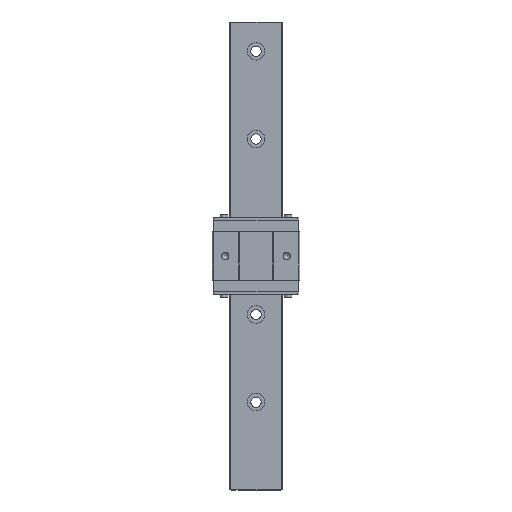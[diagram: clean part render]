
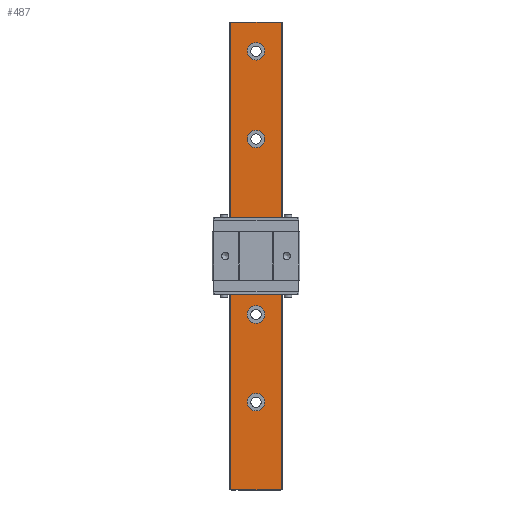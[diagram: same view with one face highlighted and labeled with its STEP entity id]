
A CAD part, top view. The second image highlights one B-rep face of the part: STEP entity #487.
In plain terms, the highlighted planar face has unit normal (0, 0, 1).
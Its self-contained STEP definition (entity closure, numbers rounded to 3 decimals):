
#487 = ADVANCED_FACE( '', ( #1035, #1036, #1037, #1038, #1039, #1040 ), #1041, .T. );
#1035 = FACE_BOUND( '', #1627, .T. );
#1036 = FACE_BOUND( '', #1628, .T. );
#1037 = FACE_BOUND( '', #1629, .T. );
#1038 = FACE_BOUND( '', #1630, .T. );
#1039 = FACE_BOUND( '', #1631, .T. );
#1040 = FACE_OUTER_BOUND( '', #1632, .T. );
#1041 = PLANE( '', #1633 );
#1627 = EDGE_LOOP( '', ( #2936 ) );
#1628 = EDGE_LOOP( '', ( #2937 ) );
#1629 = EDGE_LOOP( '', ( #2938 ) );
#1630 = EDGE_LOOP( '', ( #2939 ) );
#1631 = EDGE_LOOP( '', ( #2940 ) );
#1632 = EDGE_LOOP( '', ( #2941, #2942, #2943, #2944 ) );
#1633 = AXIS2_PLACEMENT_3D( '', #2945, #2946, #2947 );
#2936 = ORIENTED_EDGE( '', *, *, #3484, .T. );
#2937 = ORIENTED_EDGE( '', *, *, #3710, .T. );
#2938 = ORIENTED_EDGE( '', *, *, #3958, .T. );
#2939 = ORIENTED_EDGE( '', *, *, #3800, .T. );
#2940 = ORIENTED_EDGE( '', *, *, #3422, .T. );
#2941 = ORIENTED_EDGE( '', *, *, #3521, .F. );
#2942 = ORIENTED_EDGE( '', *, *, #3489, .F. );
#2943 = ORIENTED_EDGE( '', *, *, #3959, .T. );
#2944 = ORIENTED_EDGE( '', *, *, #3435, .T. );
#2945 = CARTESIAN_POINT( '', ( -8.574, -80., 7. ) );
#2946 = DIRECTION( '', ( 0., 0., 1. ) );
#2947 = DIRECTION( '', ( 1., 0., 0. ) );
#3422 = EDGE_CURVE( '', #4056, #4056, #4057, .T. );
#3435 = EDGE_CURVE( '', #4080, #4077, #4081, .T. );
#3484 = EDGE_CURVE( '', #4162, #4162, #4163, .T. );
#3489 = EDGE_CURVE( '', #4170, #4166, #4172, .T. );
#3521 = EDGE_CURVE( '', #4166, #4077, #4229, .T. );
#3710 = EDGE_CURVE( '', #4543, #4543, #4544, .T. );
#3800 = EDGE_CURVE( '', #4682, #4682, #4683, .T. );
#3958 = EDGE_CURVE( '', #4893, #4893, #4894, .T. );
#3959 = EDGE_CURVE( '', #4170, #4080, #4895, .T. );
#4056 = VERTEX_POINT( '', #4999 );
#4057 = CIRCLE( '', #5000, 3. );
#4077 = VERTEX_POINT( '', #5028 );
#4080 = VERTEX_POINT( '', #5031 );
#4081 = LINE( '', #5032, #5033 );
#4162 = VERTEX_POINT( '', #5143 );
#4163 = CIRCLE( '', #5144, 3. );
#4166 = VERTEX_POINT( '', #5147 );
#4170 = VERTEX_POINT( '', #5152 );
#4172 = LINE( '', #5154, #5155 );
#4229 = LINE( '', #5234, #5235 );
#4543 = VERTEX_POINT( '', #5676 );
#4544 = CIRCLE( '', #5677, 3. );
#4682 = VERTEX_POINT( '', #5875 );
#4683 = CIRCLE( '', #5876, 3. );
#4893 = VERTEX_POINT( '', #6183 );
#4894 = CIRCLE( '', #6184, 3. );
#4895 = LINE( '', #6185, #6186 );
#4999 = CARTESIAN_POINT( '', ( 0., 67., 7. ) );
#5000 = AXIS2_PLACEMENT_3D( '', #6307, #6308, #6309 );
#5028 = CARTESIAN_POINT( '', ( 8.574, 80., 7. ) );
#5031 = CARTESIAN_POINT( '', ( 8.574, -80., 7. ) );
#5032 = CARTESIAN_POINT( '', ( 8.574, -80., 7. ) );
#5033 = VECTOR( '', #6321, 1000. );
#5143 = CARTESIAN_POINT( '', ( 0., -53., 7. ) );
#5144 = AXIS2_PLACEMENT_3D( '', #6372, #6373, #6374 );
#5147 = CARTESIAN_POINT( '', ( -8.574, 80., 7. ) );
#5152 = CARTESIAN_POINT( '', ( -8.574, -80., 7. ) );
#5154 = CARTESIAN_POINT( '', ( -8.574, -80., 7. ) );
#5155 = VECTOR( '', #6382, 1000. );
#5234 = CARTESIAN_POINT( '', ( -8.574, 80., 7. ) );
#5235 = VECTOR( '', #6417, 1000. );
#5676 = CARTESIAN_POINT( '', ( 0., -23., 7. ) );
#5677 = AXIS2_PLACEMENT_3D( '', #6611, #6612, #6613 );
#5875 = CARTESIAN_POINT( '', ( 0., 37., 7. ) );
#5876 = AXIS2_PLACEMENT_3D( '', #6719, #6720, #6721 );
#6183 = CARTESIAN_POINT( '', ( 0., 7., 7. ) );
#6184 = AXIS2_PLACEMENT_3D( '', #6852, #6853, #6854 );
#6185 = CARTESIAN_POINT( '', ( -8.574, -80., 7. ) );
#6186 = VECTOR( '', #6855, 1000. );
#6307 = CARTESIAN_POINT( '', ( 0., 70., 7. ) );
#6308 = DIRECTION( '', ( 0., 0., -1. ) );
#6309 = DIRECTION( '', ( 0., -1., 0. ) );
#6321 = DIRECTION( '', ( 0., 1., 0. ) );
#6372 = CARTESIAN_POINT( '', ( 0., -50., 7. ) );
#6373 = DIRECTION( '', ( 0., 0., -1. ) );
#6374 = DIRECTION( '', ( 0., -1., 0. ) );
#6382 = DIRECTION( '', ( 0., 1., 0. ) );
#6417 = DIRECTION( '', ( 1., 0., 0. ) );
#6611 = CARTESIAN_POINT( '', ( 0., -20., 7. ) );
#6612 = DIRECTION( '', ( 0., 0., -1. ) );
#6613 = DIRECTION( '', ( 0., -1., 0. ) );
#6719 = CARTESIAN_POINT( '', ( 0., 40., 7. ) );
#6720 = DIRECTION( '', ( 0., 0., -1. ) );
#6721 = DIRECTION( '', ( 0., -1., 0. ) );
#6852 = CARTESIAN_POINT( '', ( 0., 10., 7. ) );
#6853 = DIRECTION( '', ( 0., 0., -1. ) );
#6854 = DIRECTION( '', ( 0., -1., 0. ) );
#6855 = DIRECTION( '', ( 1., 0., 0. ) );
